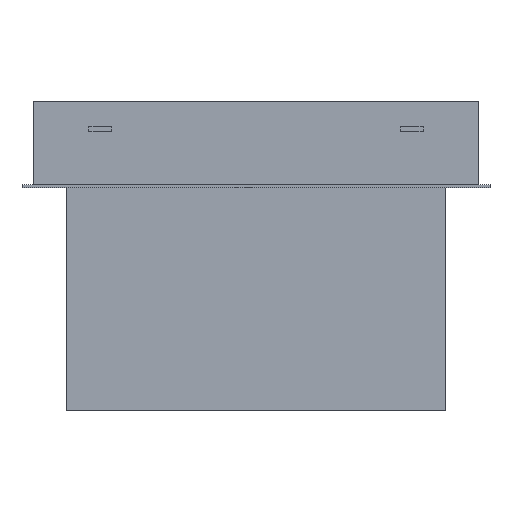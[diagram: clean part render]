
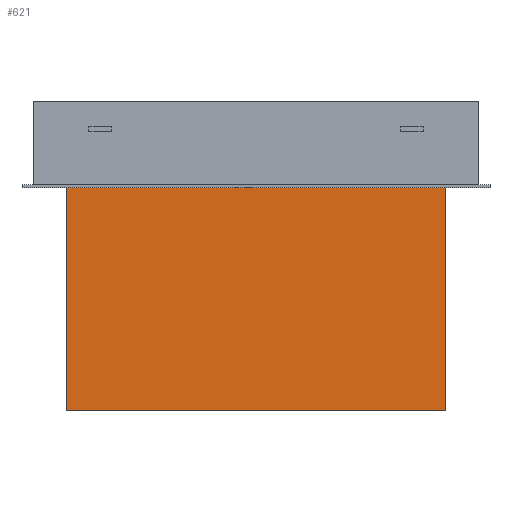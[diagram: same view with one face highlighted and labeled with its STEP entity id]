
A CAD part, front view. The second image highlights one B-rep face of the part: STEP entity #621.
In plain terms, the highlighted planar face has unit normal (0, -1, 0).
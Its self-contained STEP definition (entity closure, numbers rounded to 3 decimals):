
#48=ORIENTED_EDGE('',*,*,#200,.T.);
#49=ORIENTED_EDGE('',*,*,#211,.T.);
#50=ORIENTED_EDGE('',*,*,#204,.T.);
#51=ORIENTED_EDGE('',*,*,#208,.T.);
#200=EDGE_CURVE('',#284,#285,#340,.T.);
#204=EDGE_CURVE('',#288,#289,#344,.T.);
#208=EDGE_CURVE('',#289,#284,#348,.T.);
#211=EDGE_CURVE('',#285,#288,#351,.T.);
#284=VERTEX_POINT('',#887);
#285=VERTEX_POINT('',#888);
#288=VERTEX_POINT('',#896);
#289=VERTEX_POINT('',#897);
#340=LINE('',#886,#424);
#344=LINE('',#895,#428);
#348=LINE('',#904,#432);
#351=LINE('',#909,#435);
#424=VECTOR('',#719,1000.);
#428=VECTOR('',#725,1000.);
#432=VECTOR('',#731,1000.);
#435=VECTOR('',#738,1000.);
#503=EDGE_LOOP('',(#48,#49,#50,#51));
#545=FACE_BOUND('',#503,.T.);
#585=PLANE('',#670);
#621=ADVANCED_FACE('',(#545),#585,.T.);
#670=AXIS2_PLACEMENT_3D('',#908,#736,#737);
#719=DIRECTION('',(0.,0.,1.));
#725=DIRECTION('',(0.,0.,-1.));
#731=DIRECTION('',(1.,0.,0.));
#736=DIRECTION('',(0.,-1.,0.));
#737=DIRECTION('',(0.,0.,-1.));
#738=DIRECTION('',(-1.,0.,0.));
#886=CARTESIAN_POINT('',(125.,0.,-73.5));
#887=CARTESIAN_POINT('',(125.,0.,-73.5));
#888=CARTESIAN_POINT('',(125.,0.,73.5));
#895=CARTESIAN_POINT('',(-125.,0.,73.5));
#896=CARTESIAN_POINT('',(-125.,0.,73.5));
#897=CARTESIAN_POINT('',(-125.,0.,-73.5));
#904=CARTESIAN_POINT('',(-125.,0.,-73.5));
#908=CARTESIAN_POINT('',(0.,0.,0.));
#909=CARTESIAN_POINT('',(125.,0.,73.5));
